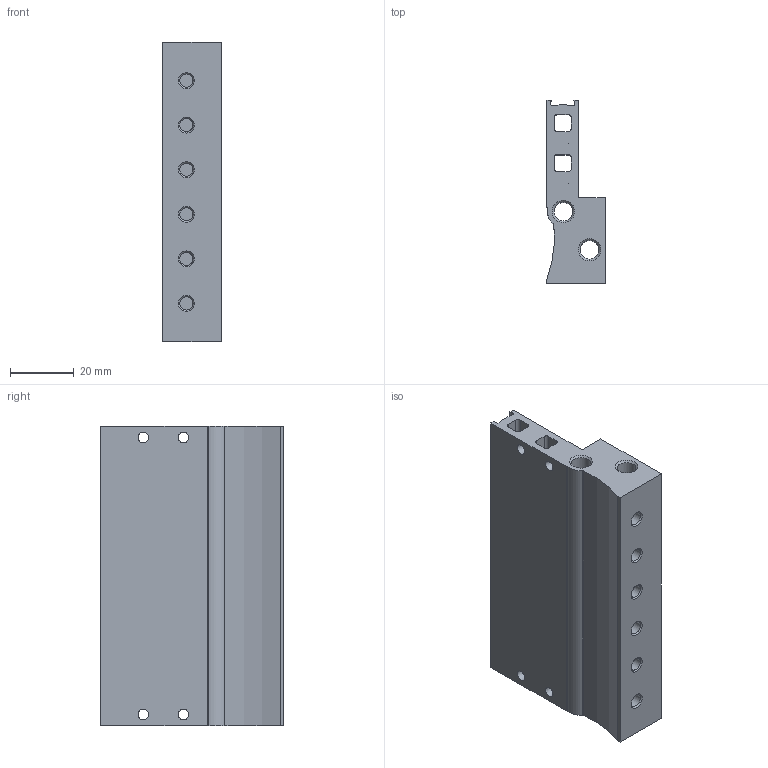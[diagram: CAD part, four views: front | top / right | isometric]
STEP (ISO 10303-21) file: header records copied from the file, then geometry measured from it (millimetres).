
FILE_DESCRIPTION(/* description */ ('STEP AP214'),/* implementation_level */ '2;1');
FILE_NAME(/* name */ '197449_MHA2-PR6-3-M5',/* time_stamp */ '2024-09-05T12:21:44+02:00',/* author */ ('License CC BY-ND 4.0'),/* organization */ ('CADENAS'),/* preprocessor_version */ 'ST-DEVELOPER v19.3',/* originating_system */ 'PARTsolutions',/* authorisation */ ' ');
FILE_SCHEMA (('AUTOMOTIVE_DESIGN {1 0 10303 214 3 1 1}'));
Length unit declared in the file: millimetre
Products named in the file (1): 197449 MHA2-PR6-3-M5
Bounding box: 18.3 x 57.4 x 94 mm (x, y, z)
Volume: 56856.5 mm3; surface area: 26417 mm2
Topology: 1 solids, 1 shells, 142 faces, 353 edges, 217 vertices
Faces by surface type: cylinder 61, cone 52, plane 29
Full cylindrical faces by diameter (mm): 2.013 x12, 3 x18, 3.3 x4, 4.134 x6, 5.917 x2, 6.25 x4
Entity records: 3842 total; most frequent: CARTESIAN_POINT 801, DIRECTION 640, ORIENTED_EDGE 456, FACE_BOUND 308, EDGE_LOOP 296, AXIS2_PLACEMENT_3D 287, EDGE_CURVE 228, VERTEX_POINT 202
